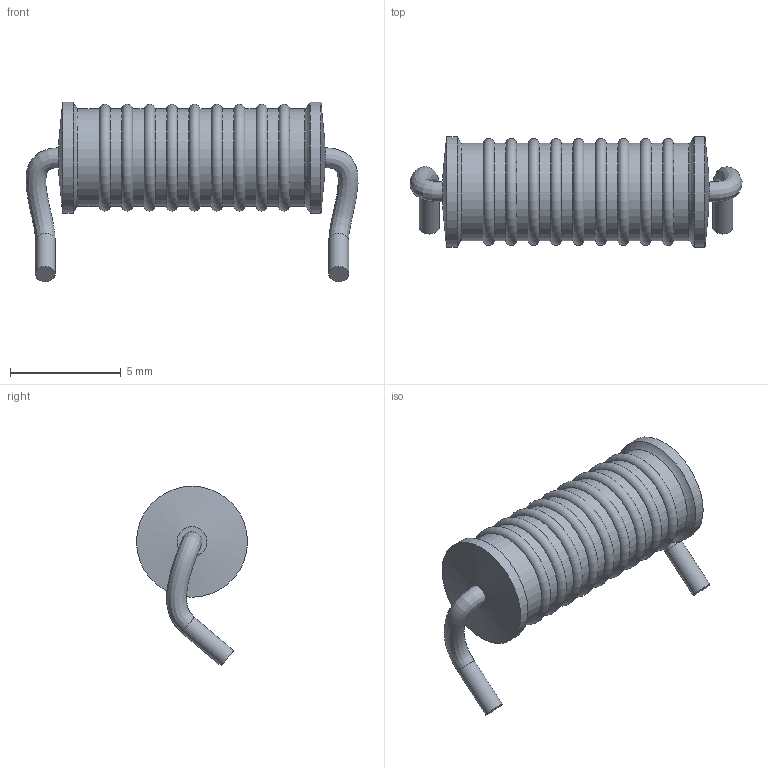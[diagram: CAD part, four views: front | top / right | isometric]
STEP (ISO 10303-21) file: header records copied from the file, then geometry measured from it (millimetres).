
FILE_DESCRIPTION(/* description */ ('','CAx-IF Rec.Pracs.---Representation and Presentation of Product Manufacturing Information (PMI)---4.0---2014-10-13'),/* implementation_level */ '2;1');
FILE_NAME(/* name */ 'L_Axial_L12.0mm_D5.0mm_P15.24mm_Horizontal_Fastron_MISC (1).step',/* time_stamp */ '2025-01-04T19:19:05-06:00',/* author */ (''),/* organization */ (''),/* preprocessor_version */ 'ST-DEVELOPER v20',/* originating_system */ 'Autodesk Translation Framework v13.20.0.188',/* authorisation */ '');
FILE_SCHEMA (('AP242_MANAGED_MODEL_BASED_3D_ENGINEERING_MIM_LF { 1 0 10303 442 1 1 4 }'));
Length unit declared in the file: millimetre
Products named in the file (2): L_Axial_L12.0mm_D5.0mm_P15.24mm_Horizontal_Fastron_MISC; L_Axial_L12.0mm_D5.0mm_P15.24mm_Horizontal_Fastron_MISC_1
Assembly tree (1 placements, depth 2):
  L_Axial_L12.0mm_D5.0mm_P15.24mm_Horizontal_Fastron_MISC
    L_Axial_L12.0mm_D5.0mm_P15.24mm_Horizontal_Fastron_MISC_1
Bounding box: 14.96 x 5 x 8.09 mm (x, y, z)
Volume: 204 mm3; surface area: 277 mm2
Topology: 1 solids, 1 shells, 35 faces, 66 edges, 35 vertices
Faces by surface type: cylinder 16, torus 11, plane 4, bspline 4
Full cylindrical faces by diameter (mm): 0.9 x4, 4.4 x10, 5 x2
Entity records: 1349 total; most frequent: CARTESIAN_POINT 539, DIRECTION 180, ORIENTED_EDGE 132, AXIS2_PLACEMENT_3D 82, EDGE_CURVE 66, CIRCLE 48, EDGE_LOOP 37, FACE_OUTER_BOUND 35
